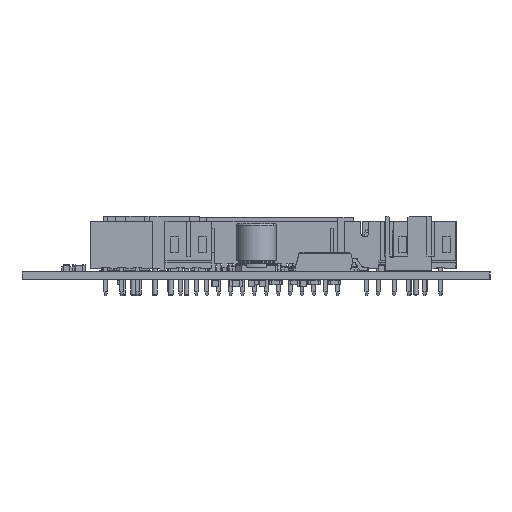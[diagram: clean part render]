
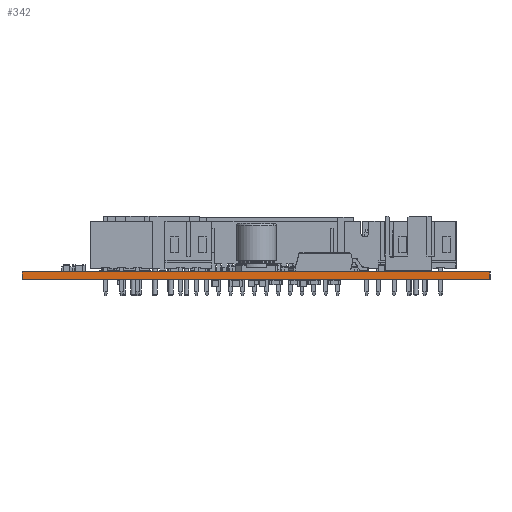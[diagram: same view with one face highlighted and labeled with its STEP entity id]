
A CAD part, left-side view. The second image highlights one B-rep face of the part: STEP entity #342.
In plain terms, the highlighted planar face has unit normal (-1, 0, 0).
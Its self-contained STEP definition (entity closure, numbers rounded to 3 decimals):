
#244 = EDGE_CURVE('',#245,#247,#249,.T.);
#245 = VERTEX_POINT('',#246);
#246 = CARTESIAN_POINT('',(-43.726,-22.125,0.));
#247 = VERTEX_POINT('',#248);
#248 = CARTESIAN_POINT('',(-43.726,-22.125,-1.));
#249 = LINE('',#250,#251);
#250 = CARTESIAN_POINT('',(-43.726,-22.125,0.));
#251 = VECTOR('',#252,1.);
#252 = DIRECTION('',(0.,0.,-1.));
#317 = VERTEX_POINT('',#318);
#318 = CARTESIAN_POINT('',(-43.726,36.875,-1.));
#324 = EDGE_CURVE('',#325,#317,#327,.T.);
#325 = VERTEX_POINT('',#326);
#326 = CARTESIAN_POINT('',(-43.726,36.875,0.));
#327 = LINE('',#328,#329);
#328 = CARTESIAN_POINT('',(-43.726,36.875,0.));
#329 = VECTOR('',#330,1.);
#330 = DIRECTION('',(0.,0.,-1.));
#342 = ADVANCED_FACE('',(#343),#359,.T.);
#343 = FACE_BOUND('',#344,.T.);
#344 = EDGE_LOOP('',(#345,#346,#352,#353));
#345 = ORIENTED_EDGE('',*,*,#324,.T.);
#346 = ORIENTED_EDGE('',*,*,#347,.T.);
#347 = EDGE_CURVE('',#317,#247,#348,.T.);
#348 = LINE('',#349,#350);
#349 = CARTESIAN_POINT('',(-43.726,36.875,-1.));
#350 = VECTOR('',#351,1.);
#351 = DIRECTION('',(0.,-1.,0.));
#352 = ORIENTED_EDGE('',*,*,#244,.F.);
#353 = ORIENTED_EDGE('',*,*,#354,.F.);
#354 = EDGE_CURVE('',#325,#245,#355,.T.);
#355 = LINE('',#356,#357);
#356 = CARTESIAN_POINT('',(-43.726,36.875,0.));
#357 = VECTOR('',#358,1.);
#358 = DIRECTION('',(0.,-1.,0.));
#359 = PLANE('',#360);
#360 = AXIS2_PLACEMENT_3D('',#361,#362,#363);
#361 = CARTESIAN_POINT('',(-43.726,36.875,0.));
#362 = DIRECTION('',(-1.,0.,0.));
#363 = DIRECTION('',(0.,-1.,0.));
